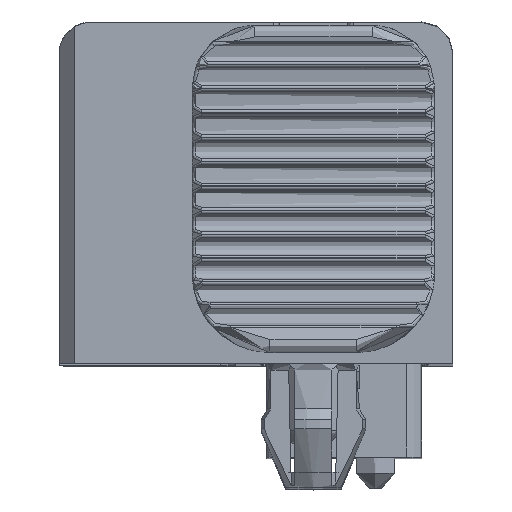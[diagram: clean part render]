
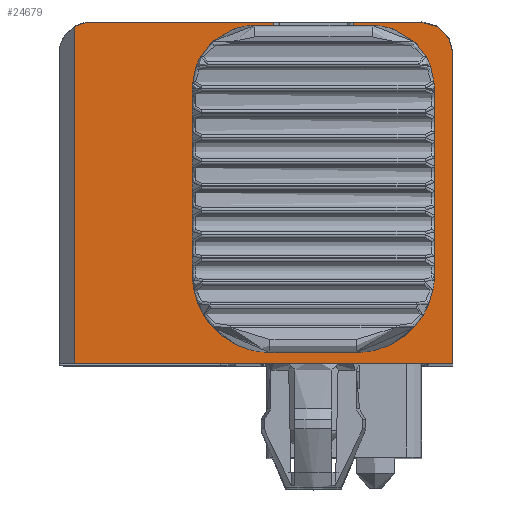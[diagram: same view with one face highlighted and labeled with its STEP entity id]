
A CAD part, top view. The second image highlights one B-rep face of the part: STEP entity #24679.
In plain terms, the highlighted planar face has unit normal (0, 0, 1).
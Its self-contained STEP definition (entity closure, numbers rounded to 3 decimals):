
#1388=PLANE('',#26824);
#2674=FACE_OUTER_BOUND('',#4017,.T.);
#4017=EDGE_LOOP('',(#22901,#22902,#22903,#22904,#22905,#22906,#22907,#22908,
#22909,#22910,#22911,#22912,#22913,#22914,#22915,#22916,#22917,#22918,#22919,
#22920,#22921,#22922,#22923,#22924));
#4292=LINE('',#33922,#6551);
#4367=LINE('',#34110,#6626);
#4373=LINE('',#34122,#6632);
#4386=LINE('',#34267,#6645);
#4390=LINE('',#34307,#6649);
#4394=LINE('',#34319,#6653);
#4501=LINE('',#34590,#6760);
#4636=LINE('',#46106,#6895);
#4638=LINE('',#46109,#6897);
#4652=LINE('',#46139,#6911);
#4983=LINE('',#47349,#7242);
#4993=LINE('',#47383,#7252);
#5004=LINE('',#47404,#7263);
#5008=LINE('',#47411,#7267);
#5009=LINE('',#47414,#7268);
#5979=LINE('',#64241,#8238);
#5997=LINE('',#64475,#8256);
#6271=LINE('',#65900,#8530);
#6281=LINE('',#65941,#8540);
#6284=LINE('',#65947,#8543);
#6551=VECTOR('',#27312,1000.);
#6626=VECTOR('',#27439,10.);
#6632=VECTOR('',#27447,10.);
#6645=VECTOR('',#27474,10.);
#6649=VECTOR('',#27512,10.);
#6653=VECTOR('',#27520,10.);
#6760=VECTOR('',#27701,10.);
#6895=VECTOR('',#28284,10.);
#6897=VECTOR('',#28286,10.);
#6911=VECTOR('',#28308,10.);
#7242=VECTOR('',#29129,1000.);
#7252=VECTOR('',#29155,1000.);
#7263=VECTOR('',#29176,1000.);
#7267=VECTOR('',#29184,1000.);
#7268=VECTOR('',#29187,1000.);
#8238=VECTOR('',#32331,1000.);
#8256=VECTOR('',#32399,1000.);
#8530=VECTOR('',#33269,1000.);
#8540=VECTOR('',#33327,1000.);
#8543=VECTOR('',#33336,1000.);
#8580=CIRCLE('',#24838,2.);
#8661=CIRCLE('',#24941,2.);
#9454=CIRCLE('',#26494,1.);
#9456=CIRCLE('',#26497,1.);
#9715=VERTEX_POINT('',#33919);
#9716=VERTEX_POINT('',#33921);
#9802=VERTEX_POINT('',#34107);
#9803=VERTEX_POINT('',#34109);
#9807=VERTEX_POINT('',#34120);
#9808=VERTEX_POINT('',#34121);
#9816=VERTEX_POINT('',#34142);
#9817=VERTEX_POINT('',#34143);
#9825=VERTEX_POINT('',#34266);
#9844=VERTEX_POINT('',#34306);
#9849=VERTEX_POINT('',#34316);
#9850=VERTEX_POINT('',#34318);
#10086=VERTEX_POINT('',#34820);
#10087=VERTEX_POINT('',#34821);
#10278=VERTEX_POINT('',#46105);
#10279=VERTEX_POINT('',#46108);
#10521=VERTEX_POINT('',#47348);
#10537=VERTEX_POINT('',#47381);
#10544=VERTEX_POINT('',#47413);
#11743=VERTEX_POINT('',#64240);
#11768=VERTEX_POINT('',#64456);
#11771=VERTEX_POINT('',#64464);
#11772=VERTEX_POINT('',#64466);
#11774=VERTEX_POINT('',#64473);
#12187=EDGE_CURVE('',#9716,#9715,#4292,.F.);
#12281=EDGE_CURVE('',#9803,#9802,#4367,.T.);
#12287=EDGE_CURVE('',#9807,#9808,#4373,.T.);
#12298=EDGE_CURVE('',#9816,#9817,#8580,.T.);
#12307=EDGE_CURVE('',#9825,#9816,#4386,.T.);
#12327=EDGE_CURVE('',#9844,#9825,#4390,.T.);
#12333=EDGE_CURVE('',#9850,#9849,#4394,.T.);
#12466=EDGE_CURVE('',#9808,#9803,#4501,.T.);
#12582=EDGE_CURVE('',#10086,#10087,#8661,.T.);
#12893=EDGE_CURVE('',#9817,#10278,#4636,.T.);
#12895=EDGE_CURVE('',#10279,#10086,#4638,.T.);
#12911=EDGE_CURVE('',#10087,#9850,#4652,.T.);
#13317=EDGE_CURVE('',#10521,#9807,#4983,.T.);
#13335=EDGE_CURVE('',#9802,#10537,#4993,.T.);
#13346=EDGE_CURVE('',#9844,#10537,#5004,.F.);
#13350=EDGE_CURVE('',#10521,#9849,#5008,.F.);
#13351=EDGE_CURVE('',#10279,#10544,#5009,.F.);
#15160=EDGE_CURVE('',#11743,#9716,#5979,.T.);
#15196=EDGE_CURVE('',#11743,#11768,#9454,.T.);
#15201=EDGE_CURVE('',#11771,#11772,#9456,.T.);
#15206=EDGE_CURVE('',#11774,#10278,#5997,.F.);
#15581=EDGE_CURVE('',#10544,#11771,#6271,.F.);
#15593=EDGE_CURVE('',#11772,#9715,#6281,.F.);
#15596=EDGE_CURVE('',#11768,#11774,#6284,.F.);
#22901=ORIENTED_EDGE('',*,*,#12281,.T.);
#22902=ORIENTED_EDGE('',*,*,#13335,.T.);
#22903=ORIENTED_EDGE('',*,*,#13346,.F.);
#22904=ORIENTED_EDGE('',*,*,#12327,.T.);
#22905=ORIENTED_EDGE('',*,*,#12307,.T.);
#22906=ORIENTED_EDGE('',*,*,#12298,.T.);
#22907=ORIENTED_EDGE('',*,*,#12893,.T.);
#22908=ORIENTED_EDGE('',*,*,#15206,.F.);
#22909=ORIENTED_EDGE('',*,*,#15596,.F.);
#22910=ORIENTED_EDGE('',*,*,#15196,.F.);
#22911=ORIENTED_EDGE('',*,*,#15160,.T.);
#22912=ORIENTED_EDGE('',*,*,#12187,.T.);
#22913=ORIENTED_EDGE('',*,*,#15593,.F.);
#22914=ORIENTED_EDGE('',*,*,#15201,.F.);
#22915=ORIENTED_EDGE('',*,*,#15581,.F.);
#22916=ORIENTED_EDGE('',*,*,#13351,.F.);
#22917=ORIENTED_EDGE('',*,*,#12895,.T.);
#22918=ORIENTED_EDGE('',*,*,#12582,.T.);
#22919=ORIENTED_EDGE('',*,*,#12911,.T.);
#22920=ORIENTED_EDGE('',*,*,#12333,.T.);
#22921=ORIENTED_EDGE('',*,*,#13350,.F.);
#22922=ORIENTED_EDGE('',*,*,#13317,.T.);
#22923=ORIENTED_EDGE('',*,*,#12287,.T.);
#22924=ORIENTED_EDGE('',*,*,#12466,.T.);
#24679=ADVANCED_FACE('',(#2674),#1388,.T.);
#24838=AXIS2_PLACEMENT_3D('',#34144,#27462,#27463);
#24941=AXIS2_PLACEMENT_3D('',#34822,#27865,#27866);
#26494=AXIS2_PLACEMENT_3D('',#64457,#32381,#32382);
#26497=AXIS2_PLACEMENT_3D('',#64467,#32390,#32391);
#26824=AXIS2_PLACEMENT_3D('',#65946,#33334,#33335);
#27312=DIRECTION('',(-1.,0.,0.));
#27439=DIRECTION('',(0.,1.,0.));
#27447=DIRECTION('',(0.,-1.,0.));
#27462=DIRECTION('center_axis',(0.,0.,
-1.));
#27463=DIRECTION('ref_axis',(0.,-1.,0.));
#27474=DIRECTION('',(0.,1.,0.));
#27512=DIRECTION('',(-1.,0.,0.));
#27520=DIRECTION('',(-1.,0.,0.));
#27701=DIRECTION('',(-1.,0.,0.));
#27865=DIRECTION('center_axis',(0.,0.,
-1.));
#27866=DIRECTION('ref_axis',(0.,-1.,0.));
#28284=DIRECTION('',(1.,0.,0.));
#28286=DIRECTION('',(1.,0.,0.));
#28308=DIRECTION('',(0.,-1.,0.));
#29129=DIRECTION('',(-1.,0.,0.));
#29155=DIRECTION('',(-1.,0.,0.));
#29176=DIRECTION('',(0.,1.,0.));
#29184=DIRECTION('',(0.,-1.,0.));
#29187=DIRECTION('',(0.,-1.,0.));
#32331=DIRECTION('',(0.,-1.,0.));
#32381=DIRECTION('center_axis',(0.,0.,
-1.));
#32382=DIRECTION('ref_axis',(0.,-1.,0.));
#32390=DIRECTION('center_axis',(0.,0.,
-1.));
#32391=DIRECTION('ref_axis',(0.,-1.,0.));
#32399=DIRECTION('',(0.,1.,0.));
#33269=DIRECTION('',(-1.,0.,0.));
#33327=DIRECTION('',(0.,1.,0.));
#33334=DIRECTION('center_axis',(0.,0.,
1.));
#33335=DIRECTION('ref_axis',(0.,-1.,0.));
#33336=DIRECTION('',(-1.,0.,0.));
#33919=CARTESIAN_POINT('',(21.551,-25.524,-265.533));
#33921=CARTESIAN_POINT('',(9.351,-25.524,-265.533));
#33922=CARTESIAN_POINT('',(17.851,-25.524,-265.533));
#34107=CARTESIAN_POINT('',(16.051,-24.524,-265.533));
#34109=CARTESIAN_POINT('',(16.051,-24.525,-265.533));
#34110=CARTESIAN_POINT('',(16.051,-23.436,-265.533));
#34120=CARTESIAN_POINT('',(18.051,-24.524,-265.533));
#34121=CARTESIAN_POINT('',(18.051,-24.525,-265.533));
#34122=CARTESIAN_POINT('',(18.051,-23.436,-265.533));
#34142=CARTESIAN_POINT('',(13.151,-16.62,-265.533));
#34143=CARTESIAN_POINT('',(14.438,-14.751,-265.533));
#34144=CARTESIAN_POINT('Origin',(15.151,-16.62,-265.533));
#34266=CARTESIAN_POINT('',(13.151,-17.62,-265.533));
#34267=CARTESIAN_POINT('',(13.151,-21.298,-265.533));
#34306=CARTESIAN_POINT('',(15.751,-17.62,-265.533));
#34307=CARTESIAN_POINT('',(18.231,-17.62,-265.533));
#34316=CARTESIAN_POINT('',(18.351,-17.62,-265.533));
#34318=CARTESIAN_POINT('',(20.951,-17.62,-265.533));
#34319=CARTESIAN_POINT('',(18.231,-17.62,-265.533));
#34590=CARTESIAN_POINT('',(17.451,-24.525,-265.533));
#34820=CARTESIAN_POINT('',(19.664,-14.751,-265.533));
#34821=CARTESIAN_POINT('',(20.951,-16.62,-265.533));
#34822=CARTESIAN_POINT('Origin',(18.951,-16.62,-265.533));
#46105=CARTESIAN_POINT('',(15.751,-14.751,-265.533));
#46106=CARTESIAN_POINT('',(18.231,-14.751,-265.533));
#46108=CARTESIAN_POINT('',(18.351,-14.751,-265.533));
#46109=CARTESIAN_POINT('',(18.231,-14.751,-265.533));
#46139=CARTESIAN_POINT('',(20.951,-21.298,-265.533));
#47348=CARTESIAN_POINT('',(18.351,-24.524,-265.533));
#47349=CARTESIAN_POINT('',(16.951,-24.524,-265.533));
#47381=CARTESIAN_POINT('',(15.751,-24.524,-265.533));
#47383=CARTESIAN_POINT('',(16.951,-24.524,-265.533));
#47404=CARTESIAN_POINT('',(15.751,-24.524,-265.533));
#47411=CARTESIAN_POINT('',(18.351,-14.974,-265.533));
#47413=CARTESIAN_POINT('',(18.351,-14.524,-265.533));
#47414=CARTESIAN_POINT('',(18.351,-14.974,-265.533));
#64240=CARTESIAN_POINT('',(9.351,-14.658,-265.533));
#64241=CARTESIAN_POINT('',(9.351,-22.702,-265.533));
#64456=CARTESIAN_POINT('',(9.851,-14.524,-265.533));
#64457=CARTESIAN_POINT('Origin',(9.851,-15.524,-265.533));
#64464=CARTESIAN_POINT('',(20.551,-14.524,-265.533));
#64466=CARTESIAN_POINT('',(21.551,-15.524,-265.533));
#64467=CARTESIAN_POINT('Origin',(20.551,-15.524,-265.533));
#64473=CARTESIAN_POINT('',(15.751,-14.524,-265.533));
#64475=CARTESIAN_POINT('',(15.751,-24.524,-265.533));
#65900=CARTESIAN_POINT('',(14.851,-14.524,-265.533));
#65941=CARTESIAN_POINT('',(21.551,-20.829,-265.533));
#65946=CARTESIAN_POINT('Origin',(17.851,-22.702,-265.533));
#65947=CARTESIAN_POINT('',(14.851,-14.524,-265.533));
